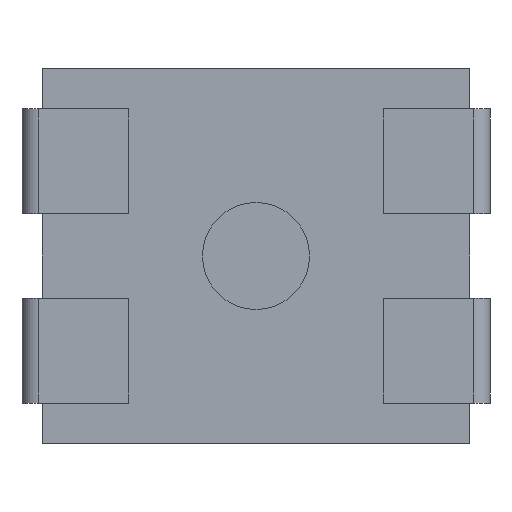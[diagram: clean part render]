
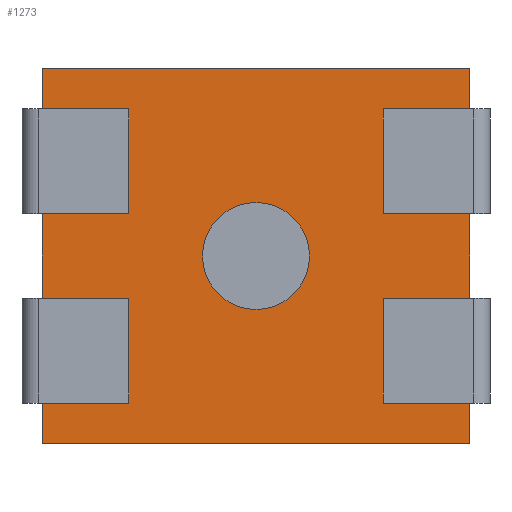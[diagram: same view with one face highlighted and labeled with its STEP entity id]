
A CAD part, front view. The second image highlights one B-rep face of the part: STEP entity #1273.
In plain terms, the highlighted planar face has unit normal (0, -1, 0).
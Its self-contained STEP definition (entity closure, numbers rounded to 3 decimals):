
#13 = DIRECTION ( 'NONE',  ( -1., 0., 0. ) ) ;
#15 = CIRCLE ( 'NONE', #1465, 0.4 ) ;
#34 = EDGE_LOOP ( 'NONE', ( #1443, #1409 ) ) ;
#48 = ORIENTED_EDGE ( 'NONE', *, *, #390, .F. ) ;
#65 = VERTEX_POINT ( 'NONE', #1847 ) ;
#88 = EDGE_CURVE ( 'NONE', #1222, #1286, #1672, .T. ) ;
#101 = PLANE ( 'NONE',  #938 ) ;
#141 = DIRECTION ( 'NONE',  ( 0., 0., 1. ) ) ;
#145 = DIRECTION ( 'NONE',  ( 0., -1., 0. ) ) ;
#154 = CARTESIAN_POINT ( 'NONE',  ( 0., 0.15, -0.4 ) ) ;
#189 = DIRECTION ( 'NONE',  ( 0., 0., -1. ) ) ;
#286 = CARTESIAN_POINT ( 'NONE',  ( -1.6, 0.15, 1.4 ) ) ;
#314 = CARTESIAN_POINT ( 'NONE',  ( 0., 0.15, 0. ) ) ;
#390 = EDGE_CURVE ( 'NONE', #681, #1695, #768, .T. ) ;
#477 = DIRECTION ( 'NONE',  ( 0., 0., -1. ) ) ;
#533 = VECTOR ( 'NONE', #13, 1000. ) ;
#555 = CARTESIAN_POINT ( 'NONE',  ( -1.6, 0.15, -1.4 ) ) ;
#570 = FACE_OUTER_BOUND ( 'NONE', #1494, .T. ) ;
#592 = VECTOR ( 'NONE', #1810, 1000. ) ;
#639 = VERTEX_POINT ( 'NONE', #154 ) ;
#648 = EDGE_CURVE ( 'NONE', #65, #639, #795, .T. ) ;
#655 = LINE ( 'NONE', #1427, #533 ) ;
#681 = VERTEX_POINT ( 'NONE', #1937 ) ;
#742 = FACE_BOUND ( 'NONE', #34, .T. ) ;
#768 = LINE ( 'NONE', #1185, #592 ) ;
#781 = DIRECTION ( 'NONE',  ( 0., -1., 0. ) ) ;
#795 = CIRCLE ( 'NONE', #1083, 0.4 ) ;
#800 = CARTESIAN_POINT ( 'NONE',  ( 0., 0.15, 0. ) ) ;
#888 = CARTESIAN_POINT ( 'NONE',  ( 0., 0.15, 0. ) ) ;
#901 = ORIENTED_EDGE ( 'NONE', *, *, #1378, .F. ) ;
#938 = AXIS2_PLACEMENT_3D ( 'NONE', #888, #1503, #1358 ) ;
#1083 = AXIS2_PLACEMENT_3D ( 'NONE', #800, #145, #477 ) ;
#1180 = CARTESIAN_POINT ( 'NONE',  ( -1.6, 0.15, 1.4 ) ) ;
#1185 = CARTESIAN_POINT ( 'NONE',  ( 1.6, 0.15, 1.4 ) ) ;
#1201 = CARTESIAN_POINT ( 'NONE',  ( -1.6, 0.15, 1.4 ) ) ;
#1222 = VERTEX_POINT ( 'NONE', #555 ) ;
#1273 = ADVANCED_FACE ( 'NONE', ( #742, #570 ), #101, .T. ) ;
#1286 = VERTEX_POINT ( 'NONE', #1201 ) ;
#1358 = DIRECTION ( 'NONE',  ( 0., 0., -1. ) ) ;
#1367 = VECTOR ( 'NONE', #141, 1000. ) ;
#1378 = EDGE_CURVE ( 'NONE', #1286, #681, #1948, .T. ) ;
#1409 = ORIENTED_EDGE ( 'NONE', *, *, #648, .F. ) ;
#1427 = CARTESIAN_POINT ( 'NONE',  ( -1.6, 0.15, -1.4 ) ) ;
#1443 = ORIENTED_EDGE ( 'NONE', *, *, #1664, .F. ) ;
#1450 = ORIENTED_EDGE ( 'NONE', *, *, #88, .F. ) ;
#1465 = AXIS2_PLACEMENT_3D ( 'NONE', #314, #781, #189 ) ;
#1494 = EDGE_LOOP ( 'NONE', ( #48, #901, #1450, #1583 ) ) ;
#1503 = DIRECTION ( 'NONE',  ( 0., -1., 0. ) ) ;
#1577 = EDGE_CURVE ( 'NONE', #1695, #1222, #655, .T. ) ;
#1583 = ORIENTED_EDGE ( 'NONE', *, *, #1577, .F. ) ;
#1645 = DIRECTION ( 'NONE',  ( 1., 0., 0. ) ) ;
#1664 = EDGE_CURVE ( 'NONE', #639, #65, #15, .T. ) ;
#1672 = LINE ( 'NONE', #286, #1367 ) ;
#1695 = VERTEX_POINT ( 'NONE', #1864 ) ;
#1712 = VECTOR ( 'NONE', #1645, 1000. ) ;
#1810 = DIRECTION ( 'NONE',  ( 0., 0., -1. ) ) ;
#1847 = CARTESIAN_POINT ( 'NONE',  ( 0., 0.15, 0.4 ) ) ;
#1864 = CARTESIAN_POINT ( 'NONE',  ( 1.6, 0.15, -1.4 ) ) ;
#1937 = CARTESIAN_POINT ( 'NONE',  ( 1.6, 0.15, 1.4 ) ) ;
#1948 = LINE ( 'NONE', #1180, #1712 ) ;
